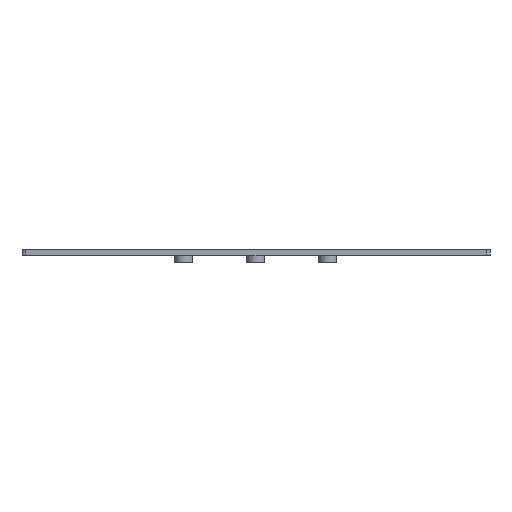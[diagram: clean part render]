
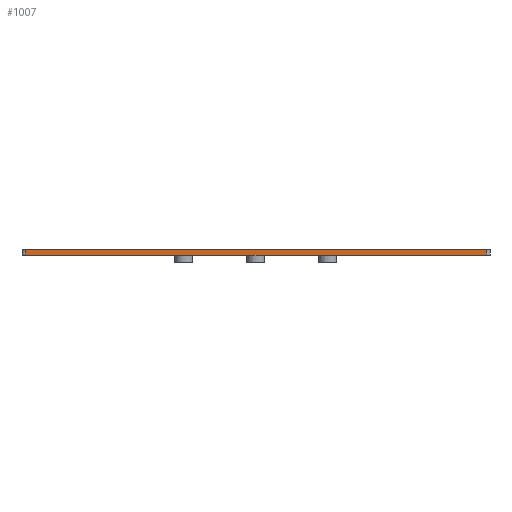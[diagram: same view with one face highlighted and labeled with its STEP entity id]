
A CAD part, front view. The second image highlights one B-rep face of the part: STEP entity #1007.
In plain terms, the highlighted planar face has unit normal (0, -1, 0).
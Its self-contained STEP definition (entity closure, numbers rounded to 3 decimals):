
#81 = CARTESIAN_POINT ( 'NONE',  ( 0., -380.5, 40. ) ) ;
#98 = EDGE_LOOP ( 'NONE', ( #1100, #311, #807, #326 ) ) ;
#165 = DIRECTION ( 'NONE',  ( 1., 0., 0. ) ) ;
#175 = DIRECTION ( 'NONE',  ( 0., 0., -1. ) ) ;
#190 = VECTOR ( 'NONE', #175, 1000. ) ;
#255 = DIRECTION ( 'NONE',  ( 0., -1., 0. ) ) ;
#308 = FACE_OUTER_BOUND ( 'NONE', #98, .T. ) ;
#311 = ORIENTED_EDGE ( 'NONE', *, *, #1143, .T. ) ;
#326 = ORIENTED_EDGE ( 'NONE', *, *, #1123, .F. ) ;
#460 = DIRECTION ( 'NONE',  ( 0., 0., -1. ) ) ;
#471 = LINE ( 'NONE', #474, #190 ) ;
#474 = CARTESIAN_POINT ( 'NONE',  ( -128., -380.5, 37. ) ) ;
#531 = CARTESIAN_POINT ( 'NONE',  ( -130., -380.5, 37. ) ) ;
#547 = VERTEX_POINT ( 'NONE', #846 ) ;
#565 = VERTEX_POINT ( 'NONE', #828 ) ;
#580 = AXIS2_PLACEMENT_3D ( 'NONE', #531, #255, #821 ) ;
#603 = CARTESIAN_POINT ( 'NONE',  ( 128., -380.5, 40. ) ) ;
#619 = LINE ( 'NONE', #81, #737 ) ;
#622 = VECTOR ( 'NONE', #814, 1000. ) ;
#724 = LINE ( 'NONE', #1014, #622 ) ;
#737 = VECTOR ( 'NONE', #165, 1000. ) ;
#807 = ORIENTED_EDGE ( 'NONE', *, *, #993, .T. ) ;
#814 = DIRECTION ( 'NONE',  ( 1., 0., 0. ) ) ;
#821 = DIRECTION ( 'NONE',  ( 0., 0., -1. ) ) ;
#828 = CARTESIAN_POINT ( 'NONE',  ( 128., -380.5, 37. ) ) ;
#846 = CARTESIAN_POINT ( 'NONE',  ( -128., -380.5, 40. ) ) ;
#861 = VECTOR ( 'NONE', #460, 1000. ) ;
#993 = EDGE_CURVE ( 'NONE', #1208, #565, #724, .T. ) ;
#997 = VERTEX_POINT ( 'NONE', #603 ) ;
#1007 = ADVANCED_FACE ( 'NONE', ( #308 ), #1205, .T. ) ;
#1014 = CARTESIAN_POINT ( 'NONE',  ( -130., -380.5, 37. ) ) ;
#1100 = ORIENTED_EDGE ( 'NONE', *, *, #1149, .F. ) ;
#1104 = LINE ( 'NONE', #1131, #861 ) ;
#1123 = EDGE_CURVE ( 'NONE', #997, #565, #1104, .T. ) ;
#1127 = CARTESIAN_POINT ( 'NONE',  ( -128., -380.5, 37. ) ) ;
#1131 = CARTESIAN_POINT ( 'NONE',  ( 128., -380.5, 43.911 ) ) ;
#1143 = EDGE_CURVE ( 'NONE', #547, #1208, #471, .T. ) ;
#1149 = EDGE_CURVE ( 'NONE', #547, #997, #619, .T. ) ;
#1205 = PLANE ( 'NONE',  #580 ) ;
#1208 = VERTEX_POINT ( 'NONE', #1127 ) ;
